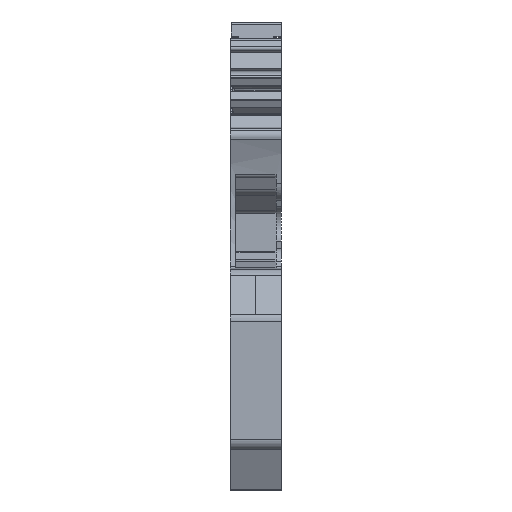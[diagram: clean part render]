
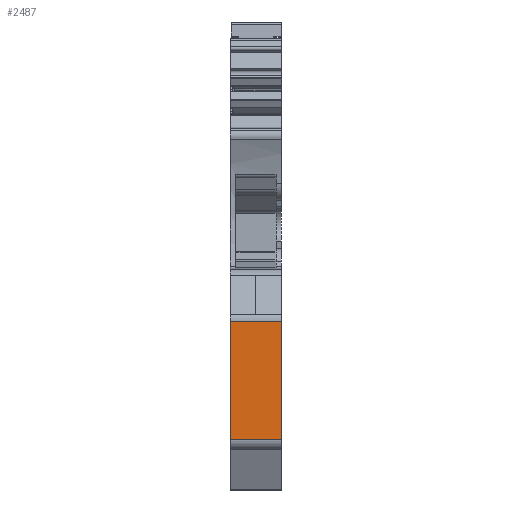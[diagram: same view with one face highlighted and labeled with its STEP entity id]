
A CAD part, front view. The second image highlights one B-rep face of the part: STEP entity #2487.
In plain terms, the highlighted planar face has unit normal (0, -1, 0).
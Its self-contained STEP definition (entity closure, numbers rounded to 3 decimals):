
#2460=AXIS2_PLACEMENT_3D('Plane Axis2P3D',#2457,#2458,#2459) ;
#2435=CARTESIAN_POINT('Vertex',(0.,0.,16.516)) ;
#2438=CARTESIAN_POINT('Line Origine',(2.515,0.,16.516)) ;
#2442=CARTESIAN_POINT('Vertex',(5.03,0.,16.516)) ;
#2457=CARTESIAN_POINT('Axis2P3D Location',(0.,0.,4.93)) ;
#2462=CARTESIAN_POINT('Line Origine',(0.,0.,10.723)) ;
#2466=CARTESIAN_POINT('Vertex',(0.,0.,4.93)) ;
#2469=CARTESIAN_POINT('Line Origine',(2.515,0.,4.93)) ;
#2473=CARTESIAN_POINT('Vertex',(5.03,0.,4.93)) ;
#2476=CARTESIAN_POINT('Line Origine',(5.03,0.,10.723)) ;
#2439=DIRECTION('Vector Direction',(1.,0.,0.)) ;
#2458=DIRECTION('Axis2P3D Direction',(0.,1.,0.)) ;
#2459=DIRECTION('Axis2P3D XDirection',(0.,0.,1.)) ;
#2463=DIRECTION('Vector Direction',(0.,0.,1.)) ;
#2470=DIRECTION('Vector Direction',(1.,0.,0.)) ;
#2477=DIRECTION('Vector Direction',(0.,0.,1.)) ;
#2440=VECTOR('Line Direction',#2439,1.) ;
#2464=VECTOR('Line Direction',#2463,1.) ;
#2471=VECTOR('Line Direction',#2470,1.) ;
#2478=VECTOR('Line Direction',#2477,1.) ;
#2482=ORIENTED_EDGE('',*,*,#2444,.F.) ;
#2483=ORIENTED_EDGE('',*,*,#2468,.T.) ;
#2484=ORIENTED_EDGE('',*,*,#2475,.T.) ;
#2485=ORIENTED_EDGE('',*,*,#2480,.F.) ;
#2487=ADVANCED_FACE('KLTR',(#2486),#2461,.F.) ;
#2444=EDGE_CURVE('',#2436,#2443,#2441,.T.) ;
#2468=EDGE_CURVE('',#2436,#2467,#2465,.F.) ;
#2475=EDGE_CURVE('',#2467,#2474,#2472,.T.) ;
#2480=EDGE_CURVE('',#2443,#2474,#2479,.F.) ;
#2481=EDGE_LOOP('',(#2482,#2483,#2484,#2485)) ;
#2486=FACE_OUTER_BOUND('',#2481,.T.) ;
#2441=LINE('Line',#2438,#2440) ;
#2465=LINE('Line',#2462,#2464) ;
#2472=LINE('Line',#2469,#2471) ;
#2479=LINE('Line',#2476,#2478) ;
#2461=PLANE('',#2460) ;
#2436=VERTEX_POINT('',#2435) ;
#2443=VERTEX_POINT('',#2442) ;
#2467=VERTEX_POINT('',#2466) ;
#2474=VERTEX_POINT('',#2473) ;
